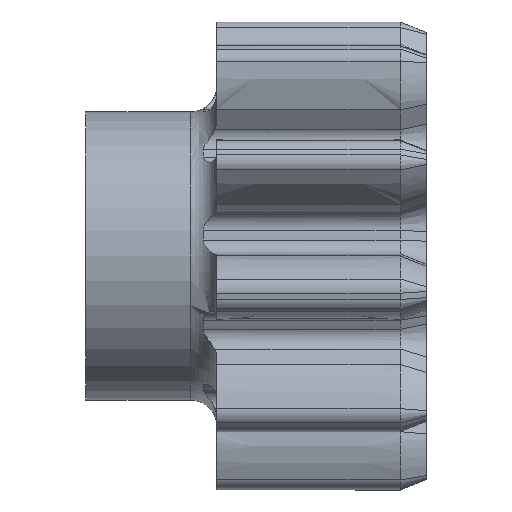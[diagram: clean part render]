
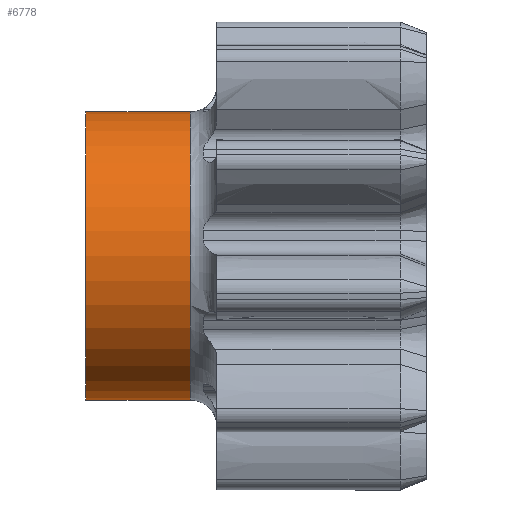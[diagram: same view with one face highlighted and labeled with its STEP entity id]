
A CAD part, left-side view. The second image highlights one B-rep face of the part: STEP entity #6778.
In plain terms, the highlighted cylindrical face has radius 5.5 mm (diameter 11 mm), a partial arc.
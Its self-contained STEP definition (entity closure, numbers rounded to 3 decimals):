
#1658=CARTESIAN_POINT('',(0.,9.,0.));
#1659=DIRECTION('',(0.,1.,0.));
#1660=DIRECTION('',(0.,0.,-1.));
#1661=AXIS2_PLACEMENT_3D('',#1658,#1659,#1660);
#2262=DIRECTION('',(0.,1.,0.));
#2263=VECTOR('',#2262,4.);
#2264=CARTESIAN_POINT('',(0.,9.,5.5));
#2265=LINE('',#2264,#2263);
#2271=DIRECTION('',(0.,1.,0.));
#2272=VECTOR('',#2271,4.);
#2273=CARTESIAN_POINT('',(0.,9.,-5.5));
#2274=LINE('',#2273,#2272);
#2275=CARTESIAN_POINT('',(0.,13.,0.));
#2276=DIRECTION('',(0.,1.,0.));
#2277=DIRECTION('',(0.,0.,-1.));
#2278=AXIS2_PLACEMENT_3D('',#2275,#2276,#2277);
#2958=CARTESIAN_POINT('',(0.,13.,-5.5));
#2959=CARTESIAN_POINT('',(0.,13.,5.5));
#2960=VERTEX_POINT('',#2958);
#2961=VERTEX_POINT('',#2959);
#3332=CARTESIAN_POINT('',(0.,9.,5.5));
#3334=VERTEX_POINT('',#3332);
#3336=CARTESIAN_POINT('',(0.,9.,-5.5));
#3337=VERTEX_POINT('',#3336);
#6766=CARTESIAN_POINT('',(0.,8.,0.));
#6767=DIRECTION('',(0.,1.,0.));
#6768=DIRECTION('',(0.,0.,-1.));
#6769=AXIS2_PLACEMENT_3D('',#6766,#6767,#6768);
#6770=CYLINDRICAL_SURFACE('',#6769,5.5);
#6771=ORIENTED_EDGE('',*,*,#6298,.F.);
#6772=ORIENTED_EDGE('',*,*,#6759,.T.);
#6774=ORIENTED_EDGE('',*,*,#6773,.T.);
#6775=ORIENTED_EDGE('',*,*,#6755,.F.);
#6776=EDGE_LOOP('',(#6771,#6772,#6774,#6775));
#6777=FACE_OUTER_BOUND('',#6776,.F.);
#6778=ADVANCED_FACE('',(#6777),#6770,.T.);
#1662=CIRCLE('',#1661,5.5);
#2279=CIRCLE('',#2278,5.5);
#6298=EDGE_CURVE('',#3337,#3334,#1662,.T.);
#6755=EDGE_CURVE('',#3334,#2961,#2265,.T.);
#6759=EDGE_CURVE('',#3337,#2960,#2274,.T.);
#6773=EDGE_CURVE('',#2960,#2961,#2279,.T.);
